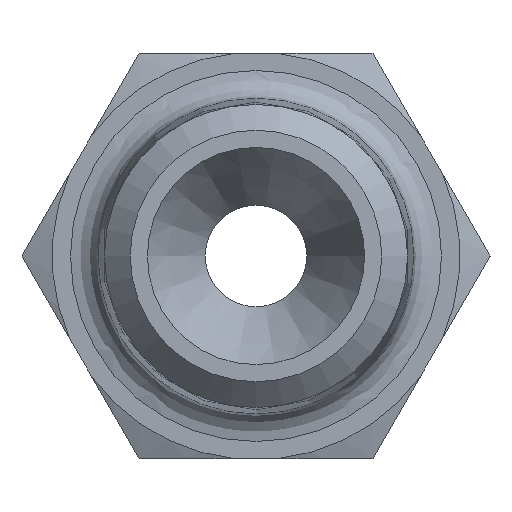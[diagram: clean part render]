
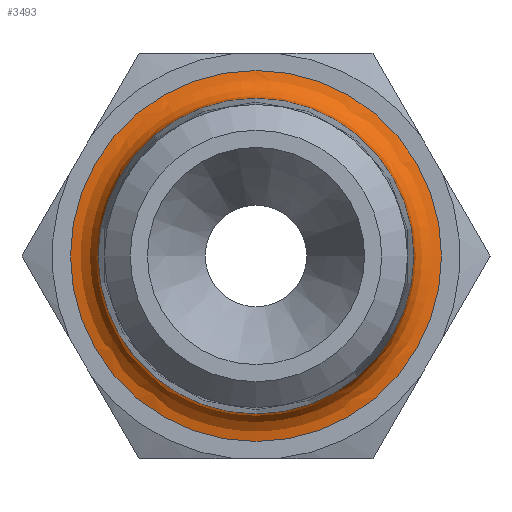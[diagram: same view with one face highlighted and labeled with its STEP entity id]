
A CAD part, left-side view. The second image highlights one B-rep face of the part: STEP entity #3493.
In plain terms, the highlighted free-form (B-spline) face has degree [2, 2] with [5, 9] control points.
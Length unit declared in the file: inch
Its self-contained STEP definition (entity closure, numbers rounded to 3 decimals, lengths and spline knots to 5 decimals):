
#3418=CARTESIAN_POINT('',(-0.06,0.,-0.3405));
#3419=CARTESIAN_POINT('',(0.,0.,-0.3405));
#3420=CARTESIAN_POINT('',(0.,0.,-0.4005));
#3421=CARTESIAN_POINT('',(0.,0.,-0.4605));
#3422=CARTESIAN_POINT('',(-0.06,0.,-0.4605));
#3423=CARTESIAN_POINT('',(-0.06,-0.3405,-0.3405));
#3424=CARTESIAN_POINT('',(0.,-0.3405,-0.3405));
#3425=CARTESIAN_POINT('',(0.,-0.4005,-0.4005));
#3426=CARTESIAN_POINT('',(0.,-0.4605,-0.4605));
#3427=CARTESIAN_POINT('',(-0.06,-0.4605,-0.4605));
#3428=CARTESIAN_POINT('',(-0.06,-0.3405,0.));
#3429=CARTESIAN_POINT('',(0.0,-0.3405,0.));
#3430=CARTESIAN_POINT('',(0.,-0.4005,0.));
#3431=CARTESIAN_POINT('',(0.,-0.4605,0.));
#3432=CARTESIAN_POINT('',(-0.06,-0.4605,0.));
#3433=CARTESIAN_POINT('',(-0.06,-0.3405,0.3405));
#3434=CARTESIAN_POINT('',(0.,-0.3405,0.3405));
#3435=CARTESIAN_POINT('',(0.,-0.4005,0.4005));
#3436=CARTESIAN_POINT('',(0.,-0.4605,0.4605));
#3437=CARTESIAN_POINT('',(-0.06,-0.4605,0.4605));
#3438=CARTESIAN_POINT('',(-0.06,0.,0.3405));
#3439=CARTESIAN_POINT('',(0.,0.,0.3405));
#3440=CARTESIAN_POINT('',(0.,0.,0.4005));
#3441=CARTESIAN_POINT('',(0.,0.,0.4605));
#3442=CARTESIAN_POINT('',(-0.06,0.,0.4605));
#3443=CARTESIAN_POINT('',(-0.06,0.3405,0.3405));
#3444=CARTESIAN_POINT('',(0.,0.3405,0.3405));
#3445=CARTESIAN_POINT('',(0.,0.4005,0.4005));
#3446=CARTESIAN_POINT('',(0.,0.4605,0.4605));
#3447=CARTESIAN_POINT('',(-0.06,0.4605,0.4605));
#3448=CARTESIAN_POINT('',(-0.06,0.3405,0.));
#3449=CARTESIAN_POINT('',(0.0,0.3405,0.));
#3450=CARTESIAN_POINT('',(0.,0.4005,0.));
#3451=CARTESIAN_POINT('',(0.,0.4605,0.));
#3452=CARTESIAN_POINT('',(-0.06,0.4605,0.));
#3453=CARTESIAN_POINT('',(-0.06,0.3405,-0.3405));
#3454=CARTESIAN_POINT('',(0.,0.3405,-0.3405));
#3455=CARTESIAN_POINT('',(0.,0.4005,-0.4005));
#3456=CARTESIAN_POINT('',(0.,0.4605,-0.4605));
#3457=CARTESIAN_POINT('',(-0.06,0.4605,-0.4605));
#3458=CARTESIAN_POINT('',(-0.06,0.,-0.3405));
#3459=CARTESIAN_POINT('',(0.,0.,-0.3405));
#3460=CARTESIAN_POINT('',(0.,0.,-0.4005));
#3461=CARTESIAN_POINT('',(0.,0.,-0.4605));
#3462=CARTESIAN_POINT('',(-0.06,0.,-0.4605));
#3470=(BOUNDED_SURFACE()B_SPLINE_SURFACE(2,2,((#3418,#3423,#3428,#3433,#3438,#3443,#3448,#3453,#3458),(#3419,#3424,#3429,#3434,#3439,#3444,#3449,#3454,#3459),(#3420,#3425,#3430,#3435,#3440,#3445,#3450,#3455,#3460),(#3421,#3426,#3431,#3436,#3441,#3446,#3451,#3456,#3461),(#3422,#3427,#3432,#3437,#3442,#3447,#3452,#3457,#3462)),.UNSPECIFIED.,.F.,.T.,.U.)B_SPLINE_SURFACE_WITH_KNOTS((3,2,3),(3,2,2,2,3),(-3.14159,-1.5708,0.0),(0.0,1.5708,3.14159,4.71239,6.28319),.UNSPECIFIED.)GEOMETRIC_REPRESENTATION_ITEM()RATIONAL_B_SPLINE_SURFACE(((1.0,0.707,1.0,0.707,1.0,0.707,1.0,0.707,1.0),(0.707,0.5,0.707,0.5,0.707,0.5,0.707,0.5,0.707),(1.0,0.707,1.0,0.707,1.0,0.707,1.0,0.707,1.0),(0.707,0.5,0.707,0.5,0.707,0.5,0.707,0.5,0.707),(1.0,0.707,1.0,0.707,1.0,0.707,1.0,0.707,1.0)))REPRESENTATION_ITEM('')SURFACE());
#3471=CARTESIAN_POINT('',(0.0,0.,0.4005));
#3472=VERTEX_POINT('',#3471);
#3473=CARTESIAN_POINT('',(0.0,0.,0.));
#3474=DIRECTION('',(-1.0,0.0,0.0));
#3475=DIRECTION('',(0.0,0.0,-1.0));
#3476=AXIS2_PLACEMENT_3D('',#3473,#3474,#3475);
#3477=CIRCLE('',#3476,0.4005);
#3478=EDGE_CURVE('',#3472,#3472,#3477,.T.);
#3479=ORIENTED_EDGE('',*,*,#3478,.T.);
#3480=EDGE_LOOP('',(#3479));
#3481=FACE_OUTER_BOUND('',#3480,.T.);
#3482=CARTESIAN_POINT('',(-0.06,0.,0.3405));
#3483=VERTEX_POINT('',#3482);
#3484=CARTESIAN_POINT('',(-0.06,0.,0.));
#3485=DIRECTION('',(1.0,0.0,0.0));
#3486=DIRECTION('',(0.0,0.0,-1.0));
#3487=AXIS2_PLACEMENT_3D('',#3484,#3485,#3486);
#3488=CIRCLE('',#3487,0.3405);
#3489=EDGE_CURVE('',#3483,#3483,#3488,.T.);
#3490=ORIENTED_EDGE('',*,*,#3489,.T.);
#3491=EDGE_LOOP('',(#3490));
#3492=FACE_BOUND('',#3491,.T.);
#3493=ADVANCED_FACE('',(#3481,#3492),#3470,.T.);
